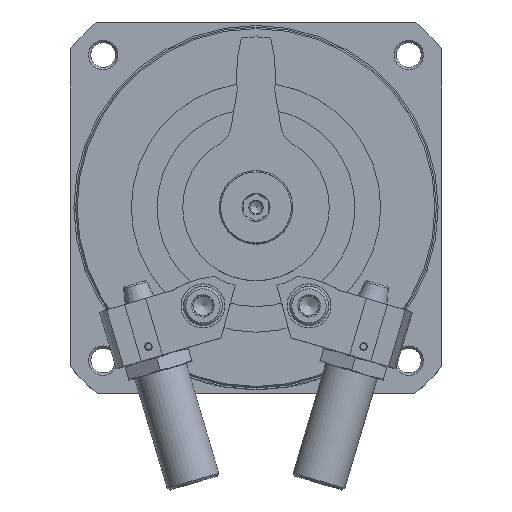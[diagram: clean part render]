
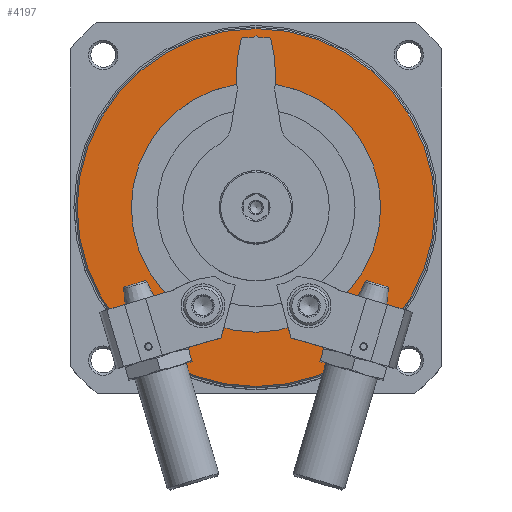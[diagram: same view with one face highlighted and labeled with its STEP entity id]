
A CAD part, top view. The second image highlights one B-rep face of the part: STEP entity #4197.
In plain terms, the highlighted face is planar.
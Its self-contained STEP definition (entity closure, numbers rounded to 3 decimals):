
#879=ORIENTED_EDGE('',*,*,#1936,.F.);
#880=ORIENTED_EDGE('',*,*,#1937,.T.);
#1936=EDGE_CURVE('',#2475,#2475,#2879,.T.);
#1937=EDGE_CURVE('',#2476,#2476,#2880,.T.);
#2475=VERTEX_POINT('',#6916);
#2476=VERTEX_POINT('',#6918);
#2879=CIRCLE('',#4837,73.2);
#2880=CIRCLE('',#4838,51.);
#3161=EDGE_LOOP('',(#879));
#3162=EDGE_LOOP('',(#880));
#3624=FACE_BOUND('',#3161,.T.);
#3625=FACE_BOUND('',#3162,.T.);
#4052=PLANE('',#4836);
#4197=ADVANCED_FACE('',(#3624,#3625),#4052,.F.);
#4836=AXIS2_PLACEMENT_3D('',#6914,#5490,#5491);
#4837=AXIS2_PLACEMENT_3D('',#6915,#5492,#5493);
#4838=AXIS2_PLACEMENT_3D('',#6917,#5494,#5495);
#5490=DIRECTION('',(1.,0.,0.));
#5491=DIRECTION('',(0.,0.,-1.));
#5492=DIRECTION('',(1.,0.,0.));
#5493=DIRECTION('',(0.,0.,-1.));
#5494=DIRECTION('',(1.,0.,0.));
#5495=DIRECTION('',(0.,0.,-1.));
#6914=CARTESIAN_POINT('',(-84.,0.,0.));
#6915=CARTESIAN_POINT('',(-84.,0.,0.));
#6916=CARTESIAN_POINT('',(-84.,0.,-73.2));
#6917=CARTESIAN_POINT('',(-84.,0.,0.));
#6918=CARTESIAN_POINT('',(-84.,0.,-51.));
